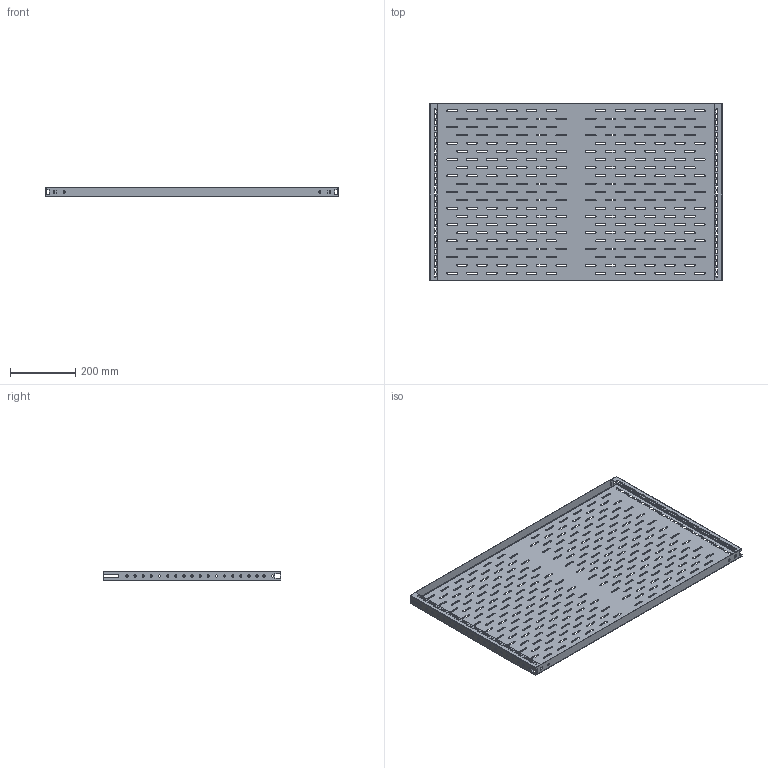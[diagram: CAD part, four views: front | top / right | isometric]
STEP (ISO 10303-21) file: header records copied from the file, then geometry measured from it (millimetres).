
FILE_DESCRIPTION (( 'STEP AP203' ), '1' );
FILE_NAME ('QB09C700.step', '2014-09-29T06:59:24', ( '' ), ( '' ), 'SwSTEP 2.0', 'SolidWorks 2014', '' );
FILE_SCHEMA (( 'CONFIG_CONTROL_DESIGN' ));
Length unit declared in the file: millimetre
Products named in the file (1): QB09C700
Bounding box: 899 x 546.5 x 30 mm (x, y, z)
Volume: 813919.3 mm3; surface area: 1125586 mm2
Topology: 1 solids, 1 shells, 1930 faces, 5724 edges, 3792 vertices
Faces by surface type: cylinder 1092, plane 826, bspline 12
Entity records: 67459 total; most frequent: CARTESIAN_POINT 12049, DIRECTION 11680, ORIENTED_EDGE 11448, EDGE_CURVE 5724, AXIS2_PLACEMENT_3D 4079, VERTEX_POINT 3792, VECTOR 3522, LINE 3522
